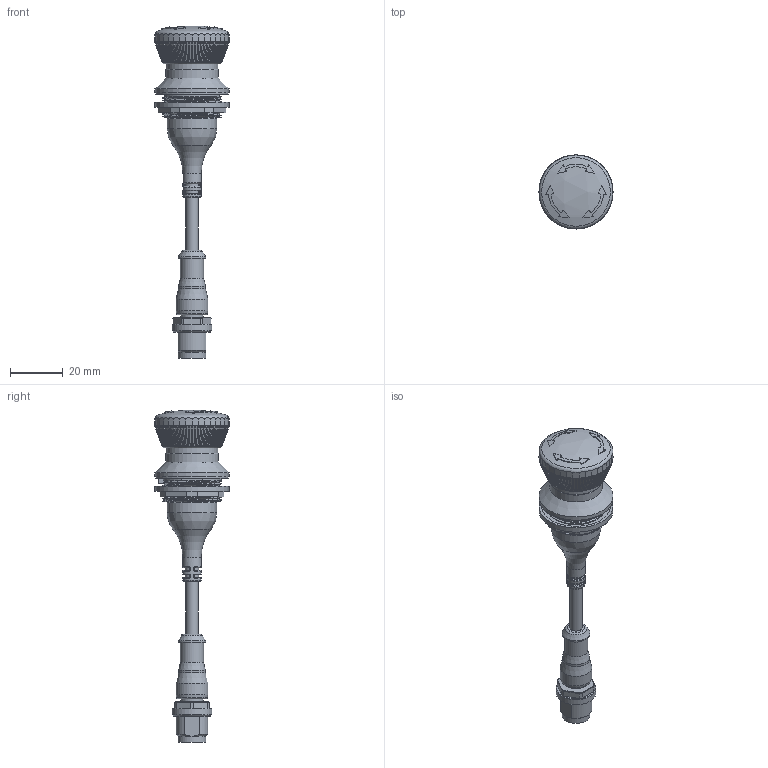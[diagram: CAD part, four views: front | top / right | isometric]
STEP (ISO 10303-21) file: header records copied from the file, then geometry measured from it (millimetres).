
FILE_DESCRIPTION(/* description */ (''),/* implementation_level */ '2;1');
FILE_NAME(/* name */ 'FRVKOO_M001_vereinfacht.stp',/* time_stamp */ '2022-10-14T08:34:38+02:00',/* author */ ('kscharfenort'),/* organization */ (''),/* preprocessor_version */ 'ST-DEVELOPER v17.2',/* originating_system */ 'Autodesk Inventor 2019',/* authorisation */ '');
FILE_SCHEMA (('AUTOMOTIVE_DESIGN { 1 0 10303 214 3 1 1 }'));
Length unit declared in the file: millimetre
Products named in the file (1): FRVKOO_M001_vereinfacht
Bounding box: 28 x 28 x 125.56 mm (x, y, z)
Volume: 23195.1 mm3; surface area: 8841.5 mm2
Topology: 1 solids, 1 shells, 1048 faces, 2851 edges, 1806 vertices
Faces by surface type: plane 434, torus 231, cylinder 220, cone 94, bspline 65, sphere 4
Full cylindrical faces by diameter (mm): 1 x7, 4.6 x1, 7 x1, 8.3 x1, 8.4 x1, 8.8 x1, 10.2 x1, 10.5 x2, 12 x1, 15 x1, 18.5 x1, 18.8 x1, 19.65 x1, 19.85 x1, 20.92 x1, 22 x2, 26 x1, 27.4 x1, 28 x2
Entity records: 40488 total; most frequent: CARTESIAN_POINT 15806, ORIENTED_EDGE 5704, DIRECTION 4731, EDGE_CURVE 2852, AXIS2_PLACEMENT_3D 1981, VERTEX_POINT 1807, EDGE_LOOP 1081, ADVANCED_FACE 1045
